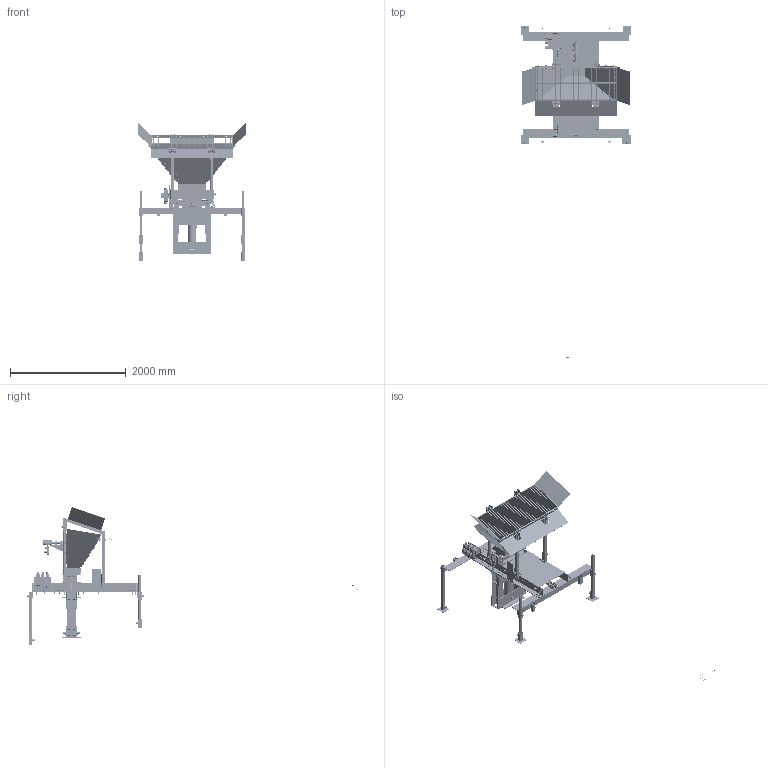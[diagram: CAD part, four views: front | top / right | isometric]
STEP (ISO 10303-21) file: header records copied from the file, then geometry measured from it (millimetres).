
FILE_DESCRIPTION(/* description */ ('Alibre Inc.'),/* implementation_level */ '2;1');
FILE_NAME(/* name */ 'export1',/* time_stamp */ '2015-02-17T18:43:04-06:00',/* author */ (''),/* organization */ (''),/* preprocessor_version */ 'ST-DEVELOPER v14',/* originating_system */ 'Alibre',/* authorisation */ '');
FILE_SCHEMA (('CONFIG_CONTROL_DESIGN'));
Products named in the file (170): ID_1; ID_2; ID_3; ID_4; ID_5; ID_6; ID_7; ID_8; ID_9; ID_10; ID_11; ID_12; ID_13; ID_14; ID_15; ID_16; ID_17; ID_18; ID_19; ID_20; ID_21; ID_22; 97245A521; ID_23; ID_24; ID_25; ID_26; ID_27; ID_28; ID_29; ID_30; ID_31; ID_32; ID_33; ID_34; ID_35; 5700K14; ID_36; ID_37; ID_38 ...
Bounding box: 1917.7 x 5737 x 2383.24 mm (x, y, z)
Volume: 125733746.9 mm3; surface area: 33201857.4 mm2
Topology: 617 solids, 617 shells, 13043 faces, 32002 edges, 20522 vertices
Faces by surface type: plane 8082, cylinder 2516, cone 2162, bspline 148, sphere 72, torus 63
Full cylindrical faces by diameter (mm): 6.35 x36, 7.144 x80, 8.001 x4, 10.356 x8, 12.7 x8, 13.244 x12, 13.494 x16, 14.3 x2, 15.875 x16, 16.256 x2, 19.05 x23, 19.304 x34, 20.32 x4, 20.625 x12, 20.637 x20, 20.638 x8, 20.65 x24, 22.225 x8, 25.4 x82, 25.527 x24, 27.94 x4, 28.575 x16, 31.623 x8, 31.75 x24, 34.925 x8, 50.8 x3, 55.562 x2, 69.977 x4, 101.6 x1, 107.95 x1
Entity records: 152816 total; most frequent: CARTESIAN_POINT 34237, ORIENTED_EDGE 20064, DIRECTION 17175, EDGE_CURVE 10032, VECTOR 7010, LINE 7010, VERTEX_POINT 6744, AXIS2_PLACEMENT_3D 6326
